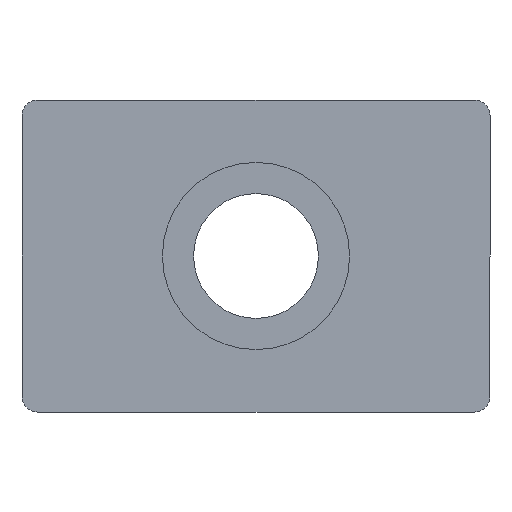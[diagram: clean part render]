
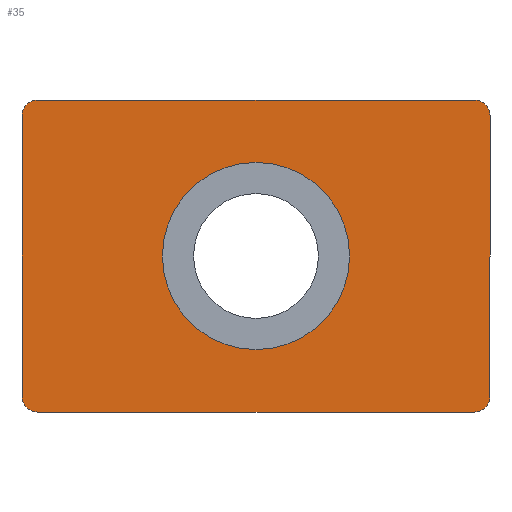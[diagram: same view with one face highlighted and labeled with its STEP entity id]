
A CAD part, front view. The second image highlights one B-rep face of the part: STEP entity #35.
In plain terms, the highlighted planar face has unit normal (0, -1, 0).
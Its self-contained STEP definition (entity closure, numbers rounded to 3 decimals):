
#2 = DIRECTION ( 'NONE',  ( 0., 1., 0. ) ) ;
#5 = CARTESIAN_POINT ( 'NONE',  ( 0., -0.75, 3. ) ) ;
#14 = FACE_BOUND ( 'NONE', #87, .T. ) ;
#35 = ADVANCED_FACE ( 'NONE', ( #116, #14 ), #469, .F. ) ;
#36 = EDGE_CURVE ( 'NONE', #618, #533, #284, .T. ) ;
#51 = CARTESIAN_POINT ( 'NONE',  ( 7., -0.75, 4.5 ) ) ;
#61 = DIRECTION ( 'NONE',  ( 0., 0., 1. ) ) ;
#70 = LINE ( 'NONE', #339, #566 ) ;
#72 = DIRECTION ( 'NONE',  ( 0., -1., 0. ) ) ;
#78 = EDGE_CURVE ( 'NONE', #391, #739, #232, .T. ) ;
#83 = VERTEX_POINT ( 'NONE', #380 ) ;
#85 = VECTOR ( 'NONE', #715, 1000. ) ;
#86 = EDGE_CURVE ( 'NONE', #533, #618, #541, .T. ) ;
#87 = EDGE_LOOP ( 'NONE', ( #489, #624 ) ) ;
#104 = CIRCLE ( 'NONE', #368, 0.5 ) ;
#115 = CARTESIAN_POINT ( 'NONE',  ( -7.5, -0.75, 4.5 ) ) ;
#116 = FACE_OUTER_BOUND ( 'NONE', #372, .T. ) ;
#121 = CARTESIAN_POINT ( 'NONE',  ( 0., -0.75, -3. ) ) ;
#122 = CARTESIAN_POINT ( 'NONE',  ( 7., -0.75, 4.5 ) ) ;
#126 = AXIS2_PLACEMENT_3D ( 'NONE', #669, #528, #146 ) ;
#146 = DIRECTION ( 'NONE',  ( 0., 0., 1. ) ) ;
#149 = EDGE_CURVE ( 'NONE', #739, #602, #479, .T. ) ;
#189 = LINE ( 'NONE', #415, #214 ) ;
#195 = CARTESIAN_POINT ( 'NONE',  ( -7.5, -0.75, -4.5 ) ) ;
#202 = ORIENTED_EDGE ( 'NONE', *, *, #149, .F. ) ;
#214 = VECTOR ( 'NONE', #645, 1000. ) ;
#224 = DIRECTION ( 'NONE',  ( 0., 0., -1. ) ) ;
#225 = ORIENTED_EDGE ( 'NONE', *, *, #308, .F. ) ;
#230 = DIRECTION ( 'NONE',  ( 1., 0., 0. ) ) ;
#232 = CIRCLE ( 'NONE', #126, 0.5 ) ;
#247 = VECTOR ( 'NONE', #539, 1000. ) ;
#284 = CIRCLE ( 'NONE', #644, 3. ) ;
#295 = DIRECTION ( 'NONE',  ( 0., 0., 1. ) ) ;
#304 = AXIS2_PLACEMENT_3D ( 'NONE', #503, #2, #224 ) ;
#308 = EDGE_CURVE ( 'NONE', #83, #685, #104, .T. ) ;
#309 = LINE ( 'NONE', #312, #85 ) ;
#312 = CARTESIAN_POINT ( 'NONE',  ( -7., -0.75, -5. ) ) ;
#320 = CARTESIAN_POINT ( 'NONE',  ( 0., -0.75, 0. ) ) ;
#337 = AXIS2_PLACEMENT_3D ( 'NONE', #320, #660, #721 ) ;
#339 = CARTESIAN_POINT ( 'NONE',  ( -7., -0.75, 5. ) ) ;
#357 = CARTESIAN_POINT ( 'NONE',  ( -7., -0.75, 5. ) ) ;
#367 = ORIENTED_EDGE ( 'NONE', *, *, #460, .F. ) ;
#368 = AXIS2_PLACEMENT_3D ( 'NONE', #51, #619, #61 ) ;
#372 = EDGE_LOOP ( 'NONE', ( #225, #422, #367, #202, #691, #534, #429, #657 ) ) ;
#377 = CARTESIAN_POINT ( 'NONE',  ( -7., -0.75, -5. ) ) ;
#380 = CARTESIAN_POINT ( 'NONE',  ( 7., -0.75, 5. ) ) ;
#391 = VERTEX_POINT ( 'NONE', #377 ) ;
#415 = CARTESIAN_POINT ( 'NONE',  ( 7.5, -0.75, -4.5 ) ) ;
#422 = ORIENTED_EDGE ( 'NONE', *, *, #585, .F. ) ;
#429 = ORIENTED_EDGE ( 'NONE', *, *, #606, .F. ) ;
#460 = EDGE_CURVE ( 'NONE', #602, #730, #465, .T. ) ;
#464 = DIRECTION ( 'NONE',  ( 0., 0., 1. ) ) ;
#465 = CIRCLE ( 'NONE', #648, 0.5 ) ;
#469 = PLANE ( 'NONE',  #559 ) ;
#471 = CARTESIAN_POINT ( 'NONE',  ( -7.5, -0.75, -4.5 ) ) ;
#479 = LINE ( 'NONE', #195, #247 ) ;
#489 = ORIENTED_EDGE ( 'NONE', *, *, #36, .F. ) ;
#503 = CARTESIAN_POINT ( 'NONE',  ( 7., -0.75, -4.5 ) ) ;
#514 = CARTESIAN_POINT ( 'NONE',  ( -7., -0.75, 4.5 ) ) ;
#527 = DIRECTION ( 'NONE',  ( 0., 1., 0. ) ) ;
#528 = DIRECTION ( 'NONE',  ( 0., 1., 0. ) ) ;
#533 = VERTEX_POINT ( 'NONE', #121 ) ;
#534 = ORIENTED_EDGE ( 'NONE', *, *, #651, .F. ) ;
#539 = DIRECTION ( 'NONE',  ( 0., 0., 1. ) ) ;
#541 = CIRCLE ( 'NONE', #337, 3. ) ;
#559 = AXIS2_PLACEMENT_3D ( 'NONE', #122, #579, #464 ) ;
#566 = VECTOR ( 'NONE', #230, 1000. ) ;
#572 = CARTESIAN_POINT ( 'NONE',  ( 7., -0.75, -5. ) ) ;
#579 = DIRECTION ( 'NONE',  ( 0., 1., 0. ) ) ;
#585 = EDGE_CURVE ( 'NONE', #730, #83, #70, .T. ) ;
#593 = DIRECTION ( 'NONE',  ( 0., 0., 1. ) ) ;
#597 = VERTEX_POINT ( 'NONE', #572 ) ;
#602 = VERTEX_POINT ( 'NONE', #115 ) ;
#604 = VERTEX_POINT ( 'NONE', #687 ) ;
#606 = EDGE_CURVE ( 'NONE', #604, #597, #623, .T. ) ;
#618 = VERTEX_POINT ( 'NONE', #5 ) ;
#619 = DIRECTION ( 'NONE',  ( 0., 1., 0. ) ) ;
#623 = CIRCLE ( 'NONE', #304, 0.5 ) ;
#624 = ORIENTED_EDGE ( 'NONE', *, *, #86, .F. ) ;
#644 = AXIS2_PLACEMENT_3D ( 'NONE', #646, #72, #295 ) ;
#645 = DIRECTION ( 'NONE',  ( 0., 0., -1. ) ) ;
#646 = CARTESIAN_POINT ( 'NONE',  ( 0., -0.75, 0. ) ) ;
#648 = AXIS2_PLACEMENT_3D ( 'NONE', #514, #527, #593 ) ;
#651 = EDGE_CURVE ( 'NONE', #597, #391, #309, .T. ) ;
#657 = ORIENTED_EDGE ( 'NONE', *, *, #671, .F. ) ;
#660 = DIRECTION ( 'NONE',  ( 0., -1., 0. ) ) ;
#669 = CARTESIAN_POINT ( 'NONE',  ( -7., -0.75, -4.5 ) ) ;
#671 = EDGE_CURVE ( 'NONE', #685, #604, #189, .T. ) ;
#685 = VERTEX_POINT ( 'NONE', #709 ) ;
#687 = CARTESIAN_POINT ( 'NONE',  ( 7.5, -0.75, -4.5 ) ) ;
#691 = ORIENTED_EDGE ( 'NONE', *, *, #78, .F. ) ;
#709 = CARTESIAN_POINT ( 'NONE',  ( 7.5, -0.75, 4.5 ) ) ;
#715 = DIRECTION ( 'NONE',  ( -1., 0., 0. ) ) ;
#721 = DIRECTION ( 'NONE',  ( 0., 0., 1. ) ) ;
#730 = VERTEX_POINT ( 'NONE', #357 ) ;
#739 = VERTEX_POINT ( 'NONE', #471 ) ;
